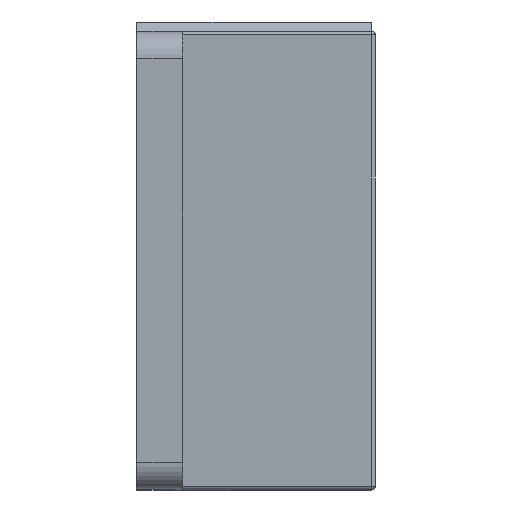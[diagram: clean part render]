
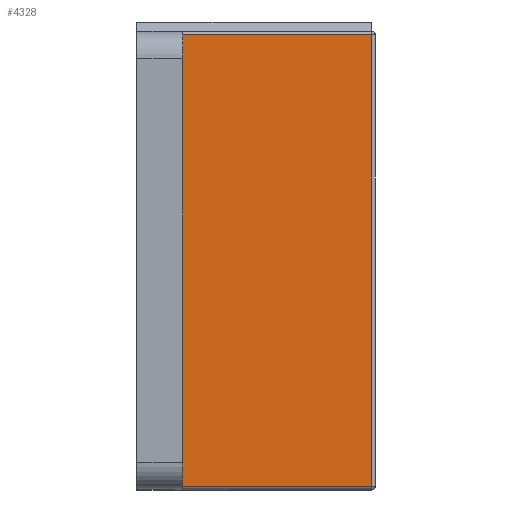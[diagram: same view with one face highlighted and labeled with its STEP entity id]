
A CAD part, left-side view. The second image highlights one B-rep face of the part: STEP entity #4328.
In plain terms, the highlighted planar face has unit normal (-1, 0, 0).
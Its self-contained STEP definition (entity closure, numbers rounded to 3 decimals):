
#100 = DIRECTION ( 'NONE',  ( 0., 0., -1. ) ) ;
#131 = EDGE_CURVE ( 'NONE', #1265, #1537, #1783, .T. ) ;
#466 = VERTEX_POINT ( 'NONE', #655 ) ;
#635 = ORIENTED_EDGE ( 'NONE', *, *, #3399, .T. ) ;
#655 = CARTESIAN_POINT ( 'NONE',  ( -34., 0.2, -12.545 ) ) ;
#696 = LINE ( 'NONE', #1528, #2023 ) ;
#816 = VECTOR ( 'NONE', #3103, 1000. ) ;
#832 = FACE_OUTER_BOUND ( 'NONE', #3202, .T. ) ;
#1053 = LINE ( 'NONE', #1347, #3849 ) ;
#1069 = CARTESIAN_POINT ( 'NONE',  ( -34., 0.2, -12.745 ) ) ;
#1265 = VERTEX_POINT ( 'NONE', #1781 ) ;
#1347 = CARTESIAN_POINT ( 'NONE',  ( -34., 10.5, 12.055 ) ) ;
#1371 = AXIS2_PLACEMENT_3D ( 'NONE', #3678, #2231, #100 ) ;
#1528 = CARTESIAN_POINT ( 'NONE',  ( -34., 0., -12.545 ) ) ;
#1537 = VERTEX_POINT ( 'NONE', #2054 ) ;
#1781 = CARTESIAN_POINT ( 'NONE',  ( -34., 10.5, -12.545 ) ) ;
#1783 = LINE ( 'NONE', #4530, #816 ) ;
#2023 = VECTOR ( 'NONE', #2904, 1000. ) ;
#2054 = CARTESIAN_POINT ( 'NONE',  ( -34., 10.5, 12.055 ) ) ;
#2129 = DIRECTION ( 'NONE',  ( 0., 1., 0. ) ) ;
#2231 = DIRECTION ( 'NONE',  ( 1., 0., 0. ) ) ;
#2904 = DIRECTION ( 'NONE',  ( 0., -1., 0. ) ) ;
#3016 = EDGE_CURVE ( 'NONE', #3820, #1537, #1053, .T. ) ;
#3103 = DIRECTION ( 'NONE',  ( 0., 0., 1. ) ) ;
#3104 = ORIENTED_EDGE ( 'NONE', *, *, #4178, .T. ) ;
#3118 = LINE ( 'NONE', #1069, #3999 ) ;
#3145 = DIRECTION ( 'NONE',  ( 0., 0., 1. ) ) ;
#3202 = EDGE_LOOP ( 'NONE', ( #4060, #3104, #635, #3908 ) ) ;
#3399 = EDGE_CURVE ( 'NONE', #466, #3820, #3118, .T. ) ;
#3678 = CARTESIAN_POINT ( 'NONE',  ( -34., 0., -12.745 ) ) ;
#3820 = VERTEX_POINT ( 'NONE', #4135 ) ;
#3849 = VECTOR ( 'NONE', #2129, 1000. ) ;
#3908 = ORIENTED_EDGE ( 'NONE', *, *, #3016, .T. ) ;
#3999 = VECTOR ( 'NONE', #3145, 1000. ) ;
#4060 = ORIENTED_EDGE ( 'NONE', *, *, #131, .F. ) ;
#4135 = CARTESIAN_POINT ( 'NONE',  ( -34., 0.2, 12.055 ) ) ;
#4178 = EDGE_CURVE ( 'NONE', #1265, #466, #696, .T. ) ;
#4328 = ADVANCED_FACE ( 'NONE', ( #832 ), #4346, .F. ) ;
#4346 = PLANE ( 'NONE',  #1371 ) ;
#4530 = CARTESIAN_POINT ( 'NONE',  ( -34., 10.5, -12.745 ) ) ;
